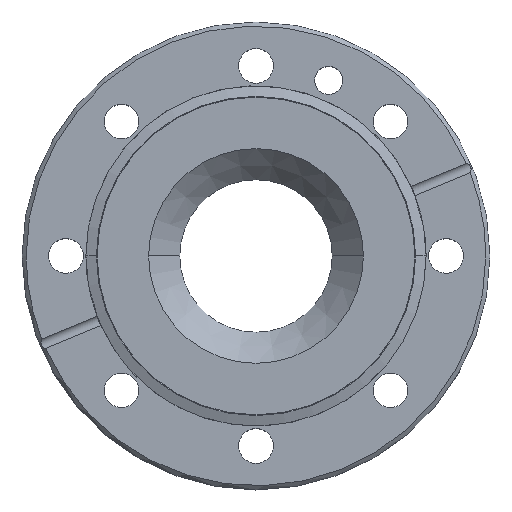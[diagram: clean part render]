
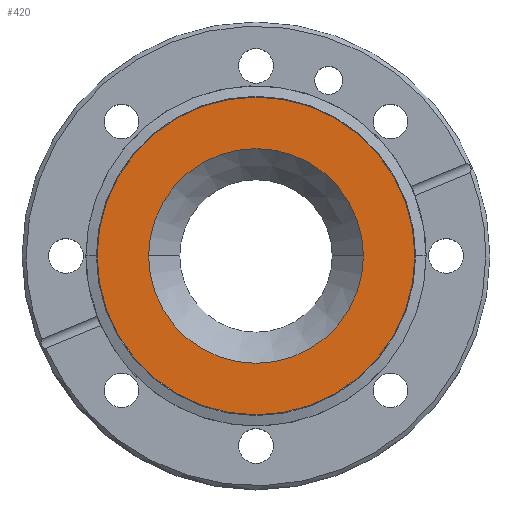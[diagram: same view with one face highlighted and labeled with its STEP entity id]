
A CAD part, top view. The second image highlights one B-rep face of the part: STEP entity #420.
In plain terms, the highlighted planar face has unit normal (0, 0, 1).
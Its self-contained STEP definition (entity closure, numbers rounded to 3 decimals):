
#20 = DIRECTION ( 'NONE',  ( 0., 0., 1. ) ) ;
#248 = VERTEX_POINT ( 'NONE', #603 ) ;
#347 = EDGE_CURVE ( 'NONE', #1964, #1936, #1551, .T. ) ;
#399 = CARTESIAN_POINT ( 'NONE',  ( 38.548, 0., -1.2 ) ) ;
#414 = ORIENTED_EDGE ( 'NONE', *, *, #1024, .T. ) ;
#420 = ADVANCED_FACE ( 'NONE', ( #480, #1149 ), #2443, .T. ) ;
#480 = FACE_OUTER_BOUND ( 'NONE', #975, .T. ) ;
#485 = DIRECTION ( 'NONE',  ( 0., 0., -1. ) ) ;
#512 = EDGE_CURVE ( 'NONE', #749, #248, #2220, .T. ) ;
#603 = CARTESIAN_POINT ( 'NONE',  ( -26.05, 0., -1.2 ) ) ;
#749 = VERTEX_POINT ( 'NONE', #1856 ) ;
#933 = DIRECTION ( 'NONE',  ( 0., 0., -1. ) ) ;
#952 = AXIS2_PLACEMENT_3D ( 'NONE', #2814, #1492, #2806 ) ;
#955 = CARTESIAN_POINT ( 'NONE',  ( 0., 0., -1.2 ) ) ;
#973 = DIRECTION ( 'NONE',  ( 1., 0., 0. ) ) ;
#975 = EDGE_LOOP ( 'NONE', ( #2167, #2416 ) ) ;
#1024 = EDGE_CURVE ( 'NONE', #248, #749, #1421, .T. ) ;
#1117 = DIRECTION ( 'NONE',  ( 0., 0., 1. ) ) ;
#1141 = EDGE_LOOP ( 'NONE', ( #2360, #414 ) ) ;
#1149 = FACE_BOUND ( 'NONE', #1141, .T. ) ;
#1352 = AXIS2_PLACEMENT_3D ( 'NONE', #2404, #1117, #2602 ) ;
#1421 = CIRCLE ( 'NONE', #2129, 26.05 ) ;
#1458 = CARTESIAN_POINT ( 'NONE',  ( -38.548, 0., -1.2 ) ) ;
#1492 = DIRECTION ( 'NONE',  ( 0., 0., 1. ) ) ;
#1551 = CIRCLE ( 'NONE', #952, 38.548 ) ;
#1598 = CARTESIAN_POINT ( 'NONE',  ( 0., 0., -1.2 ) ) ;
#1665 = CIRCLE ( 'NONE', #1352, 38.548 ) ;
#1789 = CARTESIAN_POINT ( 'NONE',  ( 0., 0., -1.2 ) ) ;
#1856 = CARTESIAN_POINT ( 'NONE',  ( 26.05, 0., -1.2 ) ) ;
#1936 = VERTEX_POINT ( 'NONE', #1458 ) ;
#1964 = VERTEX_POINT ( 'NONE', #399 ) ;
#1996 = DIRECTION ( 'NONE',  ( 1., 0., 0. ) ) ;
#2088 = AXIS2_PLACEMENT_3D ( 'NONE', #955, #20, #2653 ) ;
#2129 = AXIS2_PLACEMENT_3D ( 'NONE', #1789, #485, #1996 ) ;
#2167 = ORIENTED_EDGE ( 'NONE', *, *, #347, .T. ) ;
#2220 = CIRCLE ( 'NONE', #2393, 26.05 ) ;
#2360 = ORIENTED_EDGE ( 'NONE', *, *, #512, .T. ) ;
#2393 = AXIS2_PLACEMENT_3D ( 'NONE', #1598, #933, #973 ) ;
#2404 = CARTESIAN_POINT ( 'NONE',  ( 0., 0., -1.2 ) ) ;
#2411 = EDGE_CURVE ( 'NONE', #1936, #1964, #1665, .T. ) ;
#2416 = ORIENTED_EDGE ( 'NONE', *, *, #2411, .T. ) ;
#2443 = PLANE ( 'NONE',  #2088 ) ;
#2602 = DIRECTION ( 'NONE',  ( 1., 0., 0. ) ) ;
#2653 = DIRECTION ( 'NONE',  ( 1., 0., 0. ) ) ;
#2806 = DIRECTION ( 'NONE',  ( 1., 0., 0. ) ) ;
#2814 = CARTESIAN_POINT ( 'NONE',  ( 0., 0., -1.2 ) ) ;
